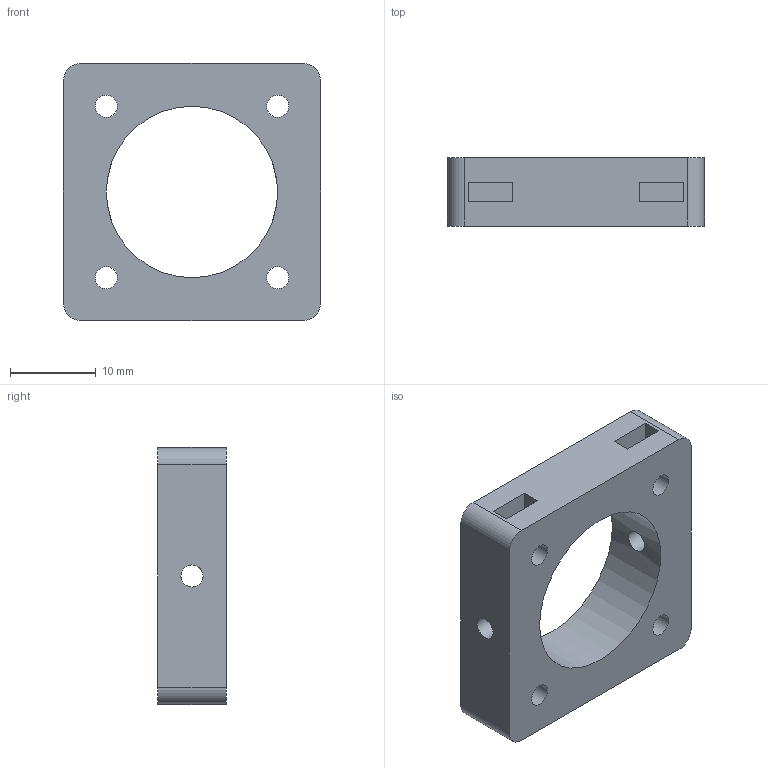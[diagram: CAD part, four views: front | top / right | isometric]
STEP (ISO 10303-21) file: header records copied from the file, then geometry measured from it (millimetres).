
FILE_DESCRIPTION(/* description */ (''),/* implementation_level */ '2;1');
FILE_NAME(/* name */ 'Landinggear.step',/* time_stamp */ '2021-03-23T14:53:38-04:00',/* author */ (''),/* organization */ (''),/* preprocessor_version */ 'ST-DEVELOPER v18.1',/* originating_system */ 'Autodesk Translation Framework v9.10.0.1330',/* authorisation */ '');
FILE_SCHEMA (('AUTOMOTIVE_DESIGN { 1 0 10303 214 3 1 1 }'));
Length unit declared in the file: millimetre
Products named in the file (1): Landinggear
Bounding box: 30 x 8 x 30 mm (x, y, z)
Volume: 4135 mm3; surface area: 3215.6 mm2
Topology: 1 solids, 1 shells, 41 faces, 108 edges, 72 vertices
Faces by surface type: plane 26, cylinder 15
Full cylindrical faces by diameter (mm): 2.6 x10, 20 x1
Entity records: 1414 total; most frequent: CARTESIAN_POINT 290, ORIENTED_EDGE 216, DIRECTION 216, EDGE_CURVE 108, LINE 76, VECTOR 76, VERTEX_POINT 72, AXIS2_PLACEMENT_3D 70
